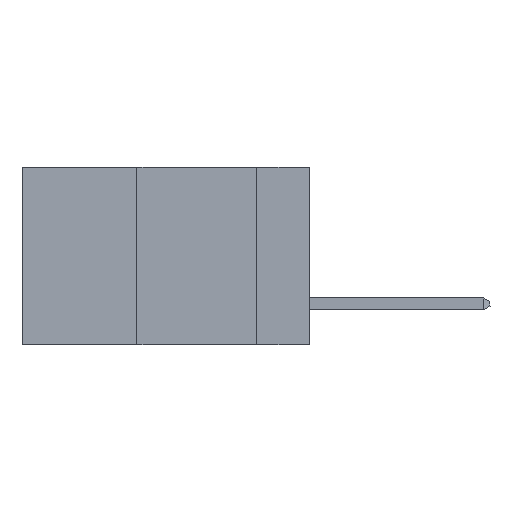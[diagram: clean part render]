
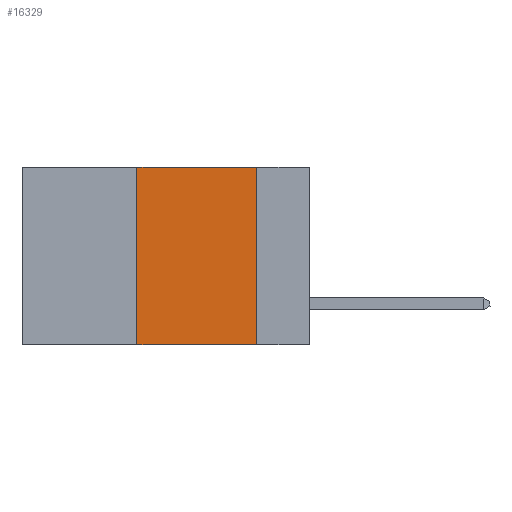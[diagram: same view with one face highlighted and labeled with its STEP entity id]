
A CAD part, left-side view. The second image highlights one B-rep face of the part: STEP entity #16329.
In plain terms, the highlighted planar face has unit normal (-1, 0, 0).
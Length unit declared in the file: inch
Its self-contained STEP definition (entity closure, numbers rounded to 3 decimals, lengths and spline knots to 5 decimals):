
#163 = VERTEX_POINT ( 'NONE', #4406 ) ;
#2152 = DIRECTION ( 'NONE',  ( 1., 0., 0. ) ) ;
#2303 = ORIENTED_EDGE ( 'NONE', *, *, #6224, .T. ) ;
#2444 = ORIENTED_EDGE ( 'NONE', *, *, #8963, .F. ) ;
#2518 = ORIENTED_EDGE ( 'NONE', *, *, #9829, .F. ) ;
#2679 = CARTESIAN_POINT ( 'NONE',  ( 0., 0.36, 0. ) ) ;
#2763 = ORIENTED_EDGE ( 'NONE', *, *, #14288, .F. ) ;
#2958 = CARTESIAN_POINT ( 'NONE',  ( 0., 0.11, 0. ) ) ;
#3317 = DIRECTION ( 'NONE',  ( 0., -1., 0. ) ) ;
#3379 = LINE ( 'NONE', #4523, #14861 ) ;
#3460 = EDGE_LOOP ( 'NONE', ( #2763, #2518, #2444, #2303 ) ) ;
#4406 = CARTESIAN_POINT ( 'NONE',  ( 0., 0.36, -0.37 ) ) ;
#4523 = CARTESIAN_POINT ( 'NONE',  ( 0., 0.6, 0. ) ) ;
#4690 = VERTEX_POINT ( 'NONE', #2958 ) ;
#4743 = CARTESIAN_POINT ( 'NONE',  ( 0., 0.11, 0. ) ) ;
#6224 = EDGE_CURVE ( 'NONE', #163, #15962, #8976, .T. ) ;
#6760 = FACE_OUTER_BOUND ( 'NONE', #3460, .T. ) ;
#7353 = DIRECTION ( 'NONE',  ( 0., -1., 0. ) ) ;
#7535 = VECTOR ( 'NONE', #13356, 39.37008 ) ;
#8963 = EDGE_CURVE ( 'NONE', #163, #12538, #17744, .T. ) ;
#8976 = LINE ( 'NONE', #9066, #12325 ) ;
#9066 = CARTESIAN_POINT ( 'NONE',  ( 0., 0.6, -0.37 ) ) ;
#9829 = EDGE_CURVE ( 'NONE', #12538, #4690, #3379, .T. ) ;
#11082 = CARTESIAN_POINT ( 'NONE',  ( 0., 0.36, 0. ) ) ;
#12252 = DIRECTION ( 'NONE',  ( 0., 0., -1. ) ) ;
#12325 = VECTOR ( 'NONE', #3317, 39.37008 ) ;
#12538 = VERTEX_POINT ( 'NONE', #11082 ) ;
#12687 = LINE ( 'NONE', #4743, #7535 ) ;
#12776 = DIRECTION ( 'NONE',  ( 0., 0., 1. ) ) ;
#13255 = AXIS2_PLACEMENT_3D ( 'NONE', #15079, #2152, #12252 ) ;
#13356 = DIRECTION ( 'NONE',  ( 0., 0., -1. ) ) ;
#13593 = PLANE ( 'NONE',  #13255 ) ;
#14288 = EDGE_CURVE ( 'NONE', #4690, #15962, #12687, .T. ) ;
#14861 = VECTOR ( 'NONE', #7353, 39.37008 ) ;
#15079 = CARTESIAN_POINT ( 'NONE',  ( 0., 0.6, 0. ) ) ;
#15962 = VERTEX_POINT ( 'NONE', #18449 ) ;
#16329 = ADVANCED_FACE ( 'NONE', ( #6760 ), #13593, .F. ) ;
#17744 = LINE ( 'NONE', #2679, #18187 ) ;
#18187 = VECTOR ( 'NONE', #12776, 39.37008 ) ;
#18449 = CARTESIAN_POINT ( 'NONE',  ( 0., 0.11, -0.37 ) ) ;
